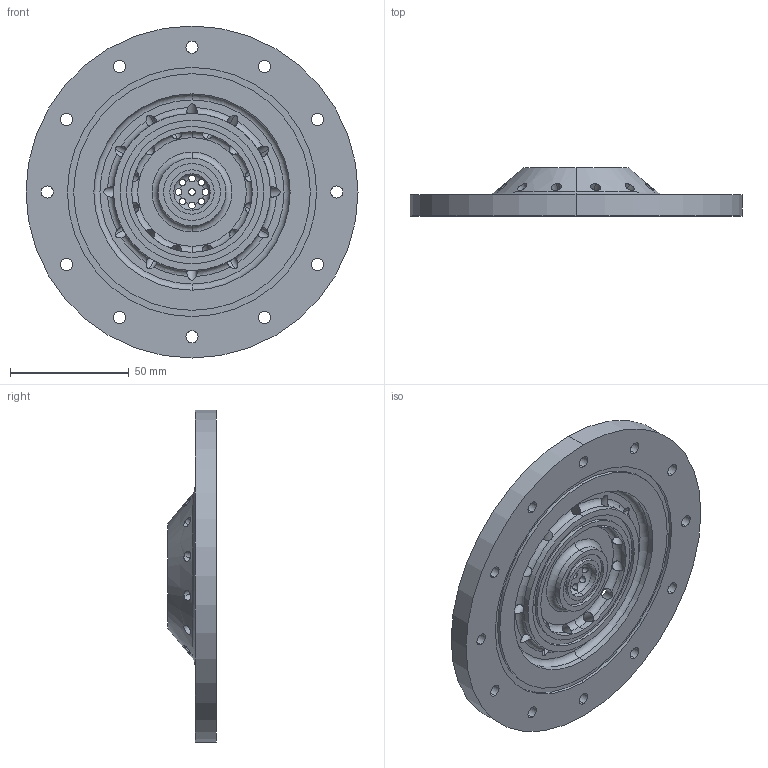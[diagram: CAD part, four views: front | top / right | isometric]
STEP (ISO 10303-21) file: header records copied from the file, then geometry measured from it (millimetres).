
FILE_DESCRIPTION (( 'STEP AP214' ), '1' );
FILE_NAME ('Distribution Plate V4.STEP', '2022-06-05T01:31:10', ( '' ), ( '' ), 'SwSTEP 2.0', 'SolidWorks 2021', '' );
FILE_SCHEMA (( 'AUTOMOTIVE_DESIGN' ));
Length unit declared in the file: inch
Products named in the file (1): Distribution Plate V4
Bounding box: 139.7 x 20.32 x 139.7 mm (x, y, z)
Volume: 133359.9 mm3; surface area: 47764 mm2
Topology: 1 solids, 1 shells, 161 faces, 516 edges, 338 vertices
Faces by surface type: cylinder 118, torus 22, plane 17, cone 4
Entity records: 8440 total; most frequent: CARTESIAN_POINT 3880, ORIENTED_EDGE 1032, DIRECTION 860, EDGE_CURVE 516, AXIS2_PLACEMENT_3D 368, VERTEX_POINT 338, EDGE_LOOP 232, CIRCLE 206
